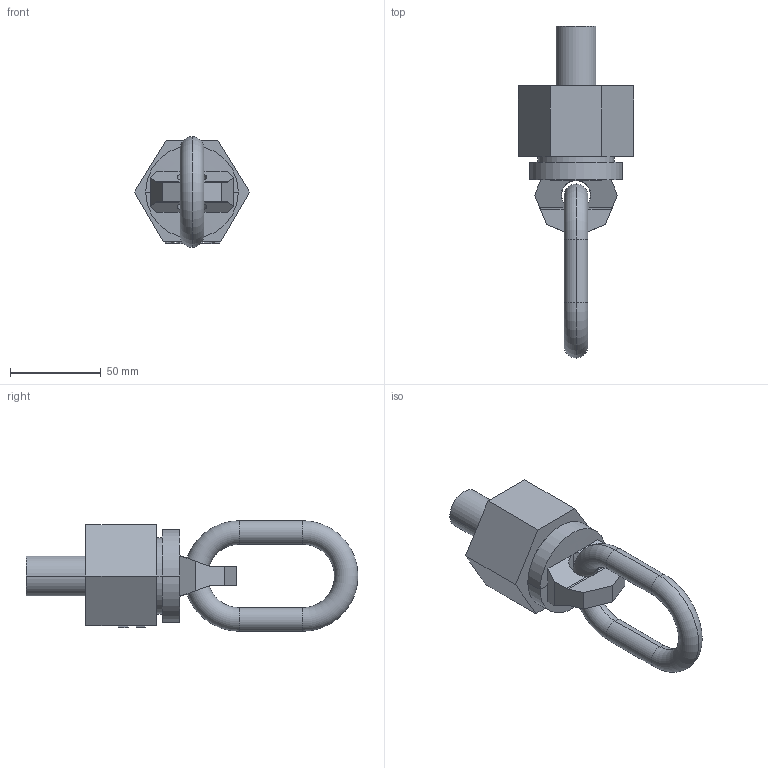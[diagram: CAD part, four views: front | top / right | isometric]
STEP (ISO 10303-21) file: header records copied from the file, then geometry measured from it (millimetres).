
FILE_DESCRIPTION((''),'2;1');
FILE_NAME('001-M31524-P-4','2015-01-30T',('Roland.Jakubetz'),(''),'PRO/ENGINEER BY PARAMETRIC TECHNOLOGY CORPORATION, 2010140','PRO/ENGINEER BY PARAMETRIC TECHNOLOGY CORPORATION, 2010140','');
FILE_SCHEMA(('CONFIG_CONTROL_DESIGN'));
Length unit declared in the file: millimetre
Products named in the file (1): 001-M31524-P-4
Bounding box: 63.51 x 183.1 x 61 mm (x, y, z)
Volume: 180563.3 mm3; surface area: 30465.2 mm2
Topology: 2 solids, 2 shells, 320 faces, 890 edges, 588 vertices
Faces by surface type: plane 296, cylinder 14, cone 6, torus 4
Entity records: 10194 total; most frequent: CARTESIAN_POINT 1952, ORIENTED_EDGE 1780, DIRECTION 1540, EDGE_CURVE 890, VECTOR 840, LINE 840, VERTEX_POINT 588, AXIS2_PLACEMENT_3D 350
